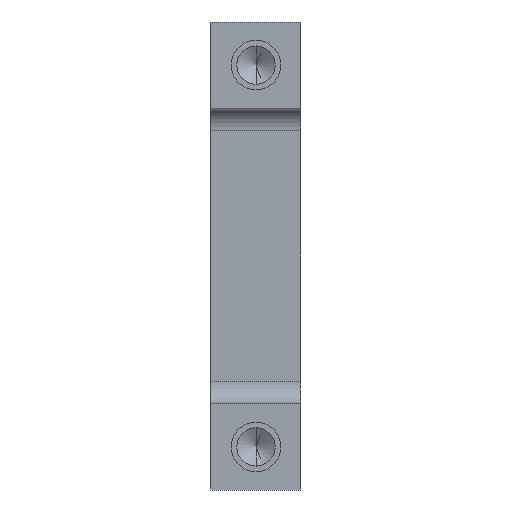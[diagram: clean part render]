
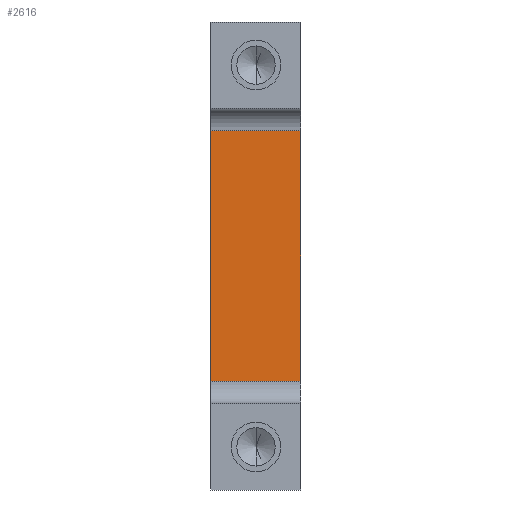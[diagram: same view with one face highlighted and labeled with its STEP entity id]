
A CAD part, left-side view. The second image highlights one B-rep face of the part: STEP entity #2616.
In plain terms, the highlighted planar face has unit normal (-1, 0, 0).
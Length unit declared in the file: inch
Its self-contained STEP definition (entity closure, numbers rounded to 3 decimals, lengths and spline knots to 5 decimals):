
#114 = DIRECTION ( 'NONE',  ( 0., -1., 0. ) ) ;
#128 = DIRECTION ( 'NONE',  ( 0., -1., 0. ) ) ;
#216 = VECTOR ( 'NONE', #128, 39.37008 ) ;
#231 = DIRECTION ( 'NONE',  ( 0., 0., 1. ) ) ;
#453 = LINE ( 'NONE', #906, #972 ) ;
#507 = ORIENTED_EDGE ( 'NONE', *, *, #1774, .T. ) ;
#533 = VERTEX_POINT ( 'NONE', #1959 ) ;
#832 = CARTESIAN_POINT ( 'NONE',  ( -0.535, 0.25, -0.348 ) ) ;
#852 = DIRECTION ( 'NONE',  ( 0., 0., -1. ) ) ;
#876 = CARTESIAN_POINT ( 'NONE',  ( -0.535, 0., -0.348 ) ) ;
#906 = CARTESIAN_POINT ( 'NONE',  ( -0.535, 0., -0.348 ) ) ;
#916 = EDGE_CURVE ( 'NONE', #2061, #533, #1338, .T. ) ;
#972 = VECTOR ( 'NONE', #231, 39.37008 ) ;
#1060 = CARTESIAN_POINT ( 'NONE',  ( -0.535, 0.25, -0.348 ) ) ;
#1075 = CARTESIAN_POINT ( 'NONE',  ( -0.535, 0.25, -0.348 ) ) ;
#1180 = VERTEX_POINT ( 'NONE', #876 ) ;
#1241 = EDGE_LOOP ( 'NONE', ( #507, #2965, #2845, #1364 ) ) ;
#1338 = LINE ( 'NONE', #2960, #1894 ) ;
#1364 = ORIENTED_EDGE ( 'NONE', *, *, #2218, .T. ) ;
#1514 = VECTOR ( 'NONE', #114, 39.37008 ) ;
#1536 = PLANE ( 'NONE',  #1845 ) ;
#1764 = CARTESIAN_POINT ( 'NONE',  ( -0.535, 0.25, 0.348 ) ) ;
#1774 = EDGE_CURVE ( 'NONE', #1180, #3025, #453, .T. ) ;
#1828 = DIRECTION ( 'NONE',  ( 0., 0., 1. ) ) ;
#1845 = AXIS2_PLACEMENT_3D ( 'NONE', #1075, #2242, #852 ) ;
#1894 = VECTOR ( 'NONE', #1828, 39.37008 ) ;
#1959 = CARTESIAN_POINT ( 'NONE',  ( -0.535, 0.25, 0.348 ) ) ;
#2061 = VERTEX_POINT ( 'NONE', #1060 ) ;
#2218 = EDGE_CURVE ( 'NONE', #2061, #1180, #2663, .T. ) ;
#2232 = EDGE_CURVE ( 'NONE', #533, #3025, #2592, .T. ) ;
#2242 = DIRECTION ( 'NONE',  ( 1., 0., 0. ) ) ;
#2435 = CARTESIAN_POINT ( 'NONE',  ( -0.535, 0., 0.348 ) ) ;
#2592 = LINE ( 'NONE', #1764, #216 ) ;
#2616 = ADVANCED_FACE ( 'NONE', ( #2727 ), #1536, .F. ) ;
#2663 = LINE ( 'NONE', #832, #1514 ) ;
#2727 = FACE_OUTER_BOUND ( 'NONE', #1241, .T. ) ;
#2845 = ORIENTED_EDGE ( 'NONE', *, *, #916, .F. ) ;
#2960 = CARTESIAN_POINT ( 'NONE',  ( -0.535, 0.25, -0.348 ) ) ;
#2965 = ORIENTED_EDGE ( 'NONE', *, *, #2232, .F. ) ;
#3025 = VERTEX_POINT ( 'NONE', #2435 ) ;
